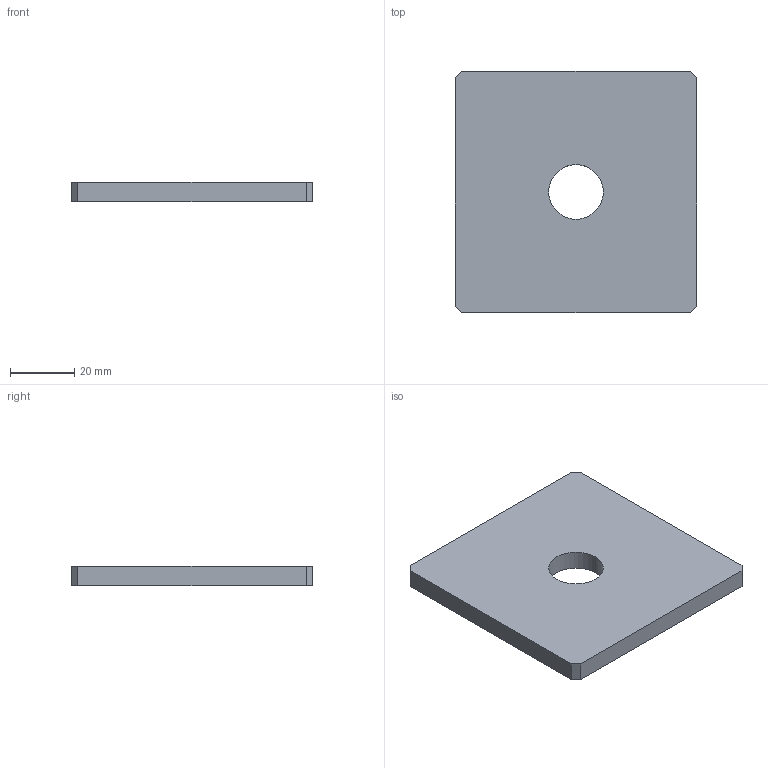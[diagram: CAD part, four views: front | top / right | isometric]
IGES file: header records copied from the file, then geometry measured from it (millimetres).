
Start section: START RECORD GO HERE.
Global section: file name: PLATINE_CHARPENTE.igs; native system: DASSAULT SYSTEMES CATIA Version 5-6 Release 2016 - www.3ds.com; preprocessor: V5-6R2016_5.26.5.64.06-03-2022.15.15; author: e_gdutor; organization: NEXT; date: 20241008.140856; units: millimetre
Bounding box: 75 x 75 x 6 mm (x, y, z)
Surface area: 12872.4 mm2 (no closed solid volume)
Topology: 0 solids, 0 shells, 12 faces, 60 edges, 60 vertices
Faces by surface type: plane 10, revolution 2
